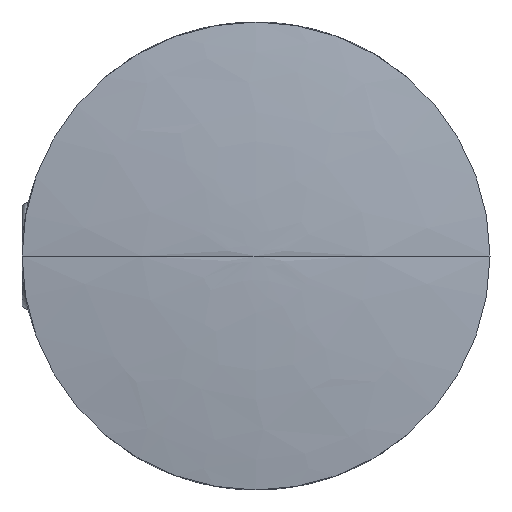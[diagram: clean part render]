
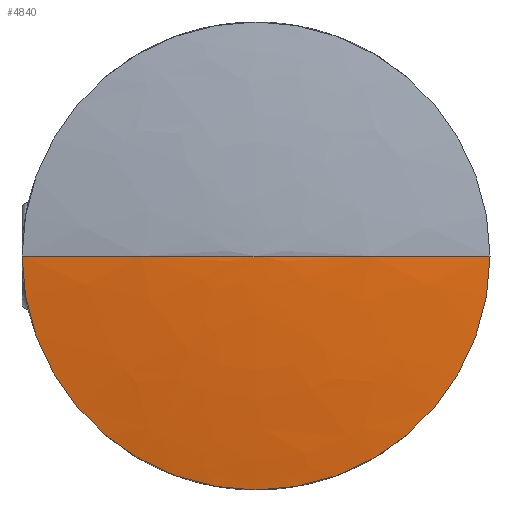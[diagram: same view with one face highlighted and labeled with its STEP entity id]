
A CAD part, left-side view. The second image highlights one B-rep face of the part: STEP entity #4840.
In plain terms, the highlighted free-form (B-spline) face has degree [2, 3] with [3, 4] control points.
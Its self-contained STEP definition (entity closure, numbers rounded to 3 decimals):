
#94 = EDGE_CURVE ( 'NONE', #1390, #4831, #3401, .T. ) ;
#195 = CARTESIAN_POINT ( 'NONE',  ( -70.773, 5.274, 0. ) ) ;
#229 = CARTESIAN_POINT ( 'NONE',  ( -69.926, -11., -22. ) ) ;
#558 = CIRCLE ( 'NONE', #4796, 11. ) ;
#649 = CARTESIAN_POINT ( 'NONE',  ( -69.926, 11., 0. ) ) ;
#807 = AXIS2_PLACEMENT_3D ( 'NONE', #1514, #3598, #5373 ) ;
#1095 = CARTESIAN_POINT ( 'NONE',  ( -70.753, 0., 0. ) ) ;
#1390 = VERTEX_POINT ( 'NONE', #4536 ) ;
#1490 = ORIENTED_EDGE ( 'NONE', *, *, #4597, .T. ) ;
#1514 = CARTESIAN_POINT ( 'NONE',  ( -69.926, 0., 0. ) ) ;
#1566 = CARTESIAN_POINT ( 'NONE',  ( -70.753, 0., 0. ) ) ;
#1593 = EDGE_CURVE ( 'NONE', #4374, #4831, #2373, .T. ) ;
#1645 = CARTESIAN_POINT ( 'NONE',  ( -69.926, -11., 0. ) ) ;
#1651 = EDGE_LOOP ( 'NONE', ( #1490, #3573, #3956, #2240 ) ) ;
#1872 = DIRECTION ( 'NONE',  ( 0., 0., 1. ) ) ;
#1894 = CARTESIAN_POINT ( 'NONE',  ( -70.753, 0., 0. ) ) ;
#1925 = CARTESIAN_POINT ( 'NONE',  ( -69.926, -11., 0. ) ) ;
#2143 = CIRCLE ( 'NONE', #807, 11. ) ;
#2240 = ORIENTED_EDGE ( 'NONE', *, *, #4534, .T. ) ;
#2294 = CARTESIAN_POINT ( 'NONE',  ( -69.926, 0., 0. ) ) ;
#2373 = B_SPLINE_CURVE_WITH_KNOTS ( 'NONE', 2,
 ( #4003, #195, #1894 ),
 .UNSPECIFIED., .F., .F.,
 ( 3, 3 ),
 ( 0., 1. ),
 .UNSPECIFIED. ) ;
#2375 = CARTESIAN_POINT ( 'NONE',  ( -70.753, 0., 0. ) ) ;
#2753 = FACE_OUTER_BOUND ( 'NONE', #1651, .T. ) ;
#3199 = CARTESIAN_POINT ( 'NONE',  ( -70.773, -5.274, -10.547 ) ) ;
#3343 =( BOUNDED_SURFACE ( )  B_SPLINE_SURFACE ( 2, 3, ( 
 ( #649, #4038, #229, #1925 ),
 ( #3622, #5313, #3199, #4889 ),
 ( #1095, #4063, #5341, #4918 ) ),
 .UNSPECIFIED., .F., .F., .F. ) 
 B_SPLINE_SURFACE_WITH_KNOTS ( ( 3, 3 ),
 ( 4, 4 ),
 ( 0., 1. ),
 ( 0., 1. ),
 .UNSPECIFIED. ) 
 GEOMETRIC_REPRESENTATION_ITEM ( )  RATIONAL_B_SPLINE_SURFACE ( (
 ( 1., 0.333, 0.333, 1.),
 ( 1., 0.333, 0.333, 1.),
 ( 1., 0.333, 0.333, 1.) ) ) 
 REPRESENTATION_ITEM ( '' )  SURFACE ( )  );
#3401 = B_SPLINE_CURVE_WITH_KNOTS ( 'NONE', 2,
 ( #1645, #4159, #1566 ),
 .UNSPECIFIED., .F., .F.,
 ( 3, 3 ),
 ( 0., 1. ),
 .UNSPECIFIED. ) ;
#3573 = ORIENTED_EDGE ( 'NONE', *, *, #94, .T. ) ;
#3598 = DIRECTION ( 'NONE',  ( -1., 0., 0. ) ) ;
#3622 = CARTESIAN_POINT ( 'NONE',  ( -70.773, 5.274, 0. ) ) ;
#3956 = ORIENTED_EDGE ( 'NONE', *, *, #1593, .F. ) ;
#3986 = DIRECTION ( 'NONE',  ( -1., 0., 0. ) ) ;
#4003 = CARTESIAN_POINT ( 'NONE',  ( -69.926, 11., 0. ) ) ;
#4038 = CARTESIAN_POINT ( 'NONE',  ( -69.926, 11., -22. ) ) ;
#4063 = CARTESIAN_POINT ( 'NONE',  ( -70.753, 0., 0. ) ) ;
#4159 = CARTESIAN_POINT ( 'NONE',  ( -70.773, -5.274, 0. ) ) ;
#4313 = VERTEX_POINT ( 'NONE', #4397 ) ;
#4370 = CARTESIAN_POINT ( 'NONE',  ( -69.926, 11., 0. ) ) ;
#4374 = VERTEX_POINT ( 'NONE', #4370 ) ;
#4397 = CARTESIAN_POINT ( 'NONE',  ( -69.926, 0., -11. ) ) ;
#4534 = EDGE_CURVE ( 'NONE', #4374, #4313, #558, .T. ) ;
#4536 = CARTESIAN_POINT ( 'NONE',  ( -69.926, -11., 0. ) ) ;
#4597 = EDGE_CURVE ( 'NONE', #4313, #1390, #2143, .T. ) ;
#4796 = AXIS2_PLACEMENT_3D ( 'NONE', #2294, #3986, #1872 ) ;
#4831 = VERTEX_POINT ( 'NONE', #2375 ) ;
#4840 = ADVANCED_FACE ( 'NONE', ( #2753 ), #3343, .F. ) ;
#4889 = CARTESIAN_POINT ( 'NONE',  ( -70.773, -5.274, 0. ) ) ;
#4918 = CARTESIAN_POINT ( 'NONE',  ( -70.753, 0., 0. ) ) ;
#5313 = CARTESIAN_POINT ( 'NONE',  ( -70.773, 5.274, -10.547 ) ) ;
#5341 = CARTESIAN_POINT ( 'NONE',  ( -70.753, 0., 0. ) ) ;
#5373 = DIRECTION ( 'NONE',  ( 0., 0., 1. ) ) ;
